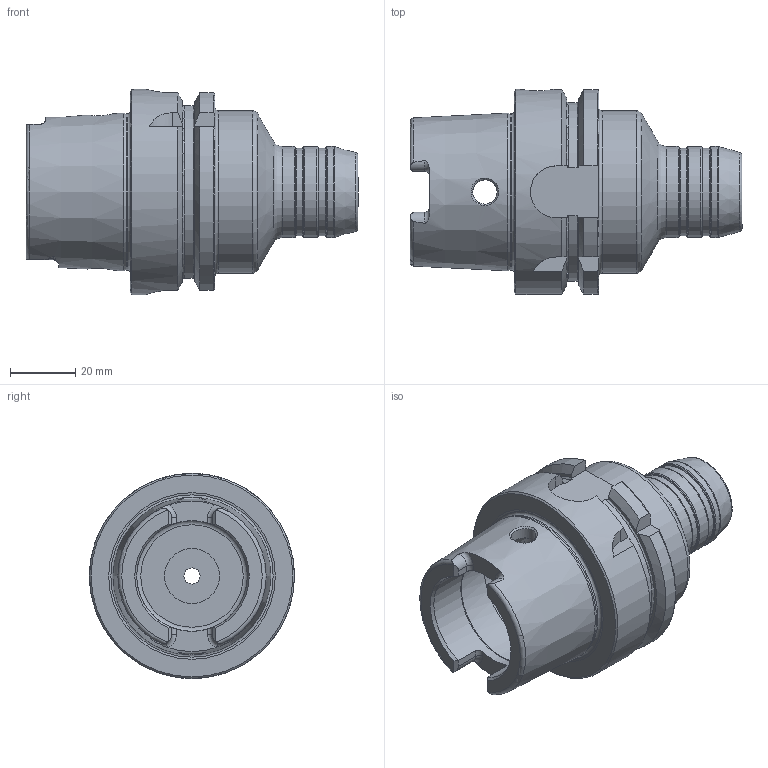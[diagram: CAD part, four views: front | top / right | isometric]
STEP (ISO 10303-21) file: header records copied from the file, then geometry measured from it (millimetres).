
FILE_DESCRIPTION(/* description */ (''),/* implementation_level */ '2;1');
FILE_NAME(/* name */ '157080.stp',/* time_stamp */ '2021-06-30T14:49:31+09:00',/* author */ ('KKK'),/* organization */ (''),/* preprocessor_version */ 'ST-DEVELOPER v18',/* originating_system */ 'Autodesk Inventor 2020',/* authorisation */ '');
FILE_SCHEMA (('AUTOMOTIVE_DESIGN { 1 0 10303 214 3 1 1 }'));
Length unit declared in the file: millimetre
Products named in the file (1): 157080-LO-HSK63A-HC8-70
Bounding box: 102 x 63 x 63 mm (x, y, z)
Volume: 126737.9 mm3; surface area: 27477.5 mm2
Topology: 1 solids, 1 shells, 139 faces, 433 edges, 300 vertices
Faces by surface type: plane 41, cylinder 39, torus 36, cone 21, bspline 2
Full cylindrical faces by diameter (mm): 4.917 x1, 7.5 x2, 8 x1, 8.4 x1, 8.6 x1, 10 x1, 16.917 x1, 19 x1, 27 x2, 28 x3, 34 x2, 40 x1, 48.041 x1, 50 x1, 63 x1
Entity records: 5736 total; most frequent: CARTESIAN_POINT 1703, DIRECTION 883, ORIENTED_EDGE 870, EDGE_CURVE 435, AXIS2_PLACEMENT_3D 382, VERTEX_POINT 302, CIRCLE 236, EDGE_LOOP 149
